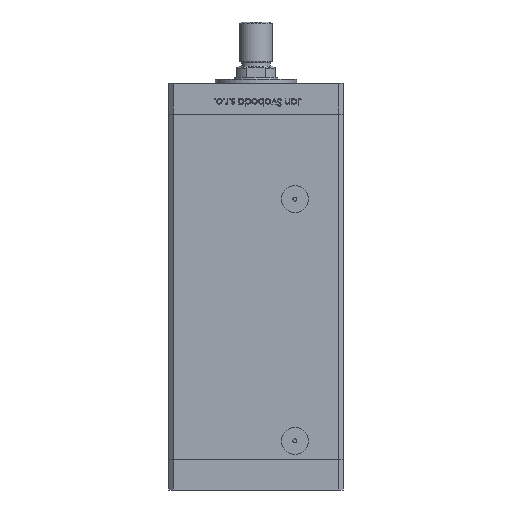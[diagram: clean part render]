
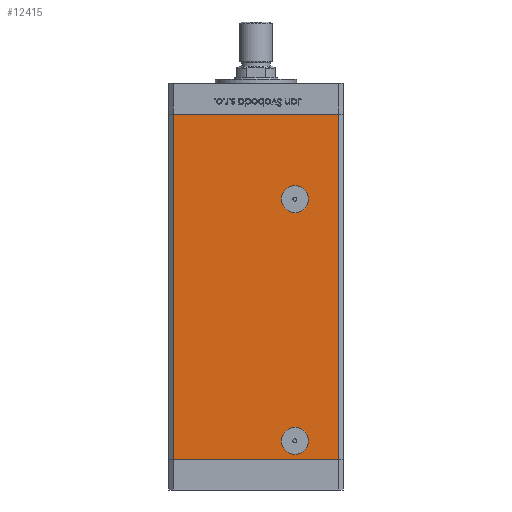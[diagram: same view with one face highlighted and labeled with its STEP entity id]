
A CAD part, front view. The second image highlights one B-rep face of the part: STEP entity #12415.
In plain terms, the highlighted planar face has unit normal (0, -1, 0).
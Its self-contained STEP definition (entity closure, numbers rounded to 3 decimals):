
#1472 = DIRECTION ( 'NONE',  ( 1., 0., 0. ) ) ;
#2124 = EDGE_CURVE ( 'NONE', #40896, #43915, #41759, .T. ) ;
#4143 = EDGE_CURVE ( 'NONE', #40734, #43915, #20880, .T. ) ;
#4252 = DIRECTION ( 'NONE',  ( 0., -1., 0. ) ) ;
#5721 = VECTOR ( 'NONE', #29056, 1000. ) ;
#5785 = DIRECTION ( 'NONE',  ( 0., 0., -1. ) ) ;
#6110 = LINE ( 'NONE', #22277, #11914 ) ;
#6567 = CARTESIAN_POINT ( 'NONE',  ( 19., -37.5, 127. ) ) ;
#6582 = AXIS2_PLACEMENT_3D ( 'NONE', #6567, #42352, #5785 ) ;
#7792 = EDGE_CURVE ( 'NONE', #35535, #40896, #6110, .T. ) ;
#8444 = VECTOR ( 'NONE', #37047, 1000. ) ;
#9617 = ORIENTED_EDGE ( 'NONE', *, *, #36960, .F. ) ;
#11150 = EDGE_CURVE ( 'NONE', #19951, #17121, #13607, .T. ) ;
#11439 = CARTESIAN_POINT ( 'NONE',  ( 19., -37.5, 120.42 ) ) ;
#11901 = PLANE ( 'NONE',  #48297 ) ;
#11914 = VECTOR ( 'NONE', #38442, 1000. ) ;
#12218 = CARTESIAN_POINT ( 'NONE',  ( -40.5, -37.5, 168.5 ) ) ;
#12415 = ADVANCED_FACE ( 'NONE', ( #32060, #48201, #32586 ), #11901, .F. ) ;
#12973 = DIRECTION ( 'NONE',  ( 0., 0., 1. ) ) ;
#13607 = CIRCLE ( 'NONE', #49158, 6.58 ) ;
#14435 = CARTESIAN_POINT ( 'NONE',  ( -40.5, -37.5, 0. ) ) ;
#16639 = CARTESIAN_POINT ( 'NONE',  ( 40.5, -37.5, 168.5 ) ) ;
#16683 = CARTESIAN_POINT ( 'NONE',  ( -40.5, -37.5, 168.5 ) ) ;
#17121 = VERTEX_POINT ( 'NONE', #19203 ) ;
#17209 = CIRCLE ( 'NONE', #22258, 6.58 ) ;
#19203 = CARTESIAN_POINT ( 'NONE',  ( 19., -37.5, 133.58 ) ) ;
#19298 = EDGE_CURVE ( 'NONE', #47449, #28106, #17209, .T. ) ;
#19951 = VERTEX_POINT ( 'NONE', #11439 ) ;
#20880 = LINE ( 'NONE', #16639, #8444 ) ;
#22258 = AXIS2_PLACEMENT_3D ( 'NONE', #23617, #35049, #39781 ) ;
#22277 = CARTESIAN_POINT ( 'NONE',  ( -40.5, -37.5, 168.5 ) ) ;
#23157 = ORIENTED_EDGE ( 'NONE', *, *, #19298, .F. ) ;
#23617 = CARTESIAN_POINT ( 'NONE',  ( 19., -37.5, 9. ) ) ;
#24229 = CIRCLE ( 'NONE', #36922, 6.58 ) ;
#24908 = CARTESIAN_POINT ( 'NONE',  ( 19., -37.5, 15.58 ) ) ;
#25440 = EDGE_LOOP ( 'NONE', ( #9617, #23157 ) ) ;
#25610 = ORIENTED_EDGE ( 'NONE', *, *, #11150, .T. ) ;
#27336 = ORIENTED_EDGE ( 'NONE', *, *, #7792, .T. ) ;
#28106 = VERTEX_POINT ( 'NONE', #41489 ) ;
#28599 = CIRCLE ( 'NONE', #6582, 6.58 ) ;
#28778 = LINE ( 'NONE', #41237, #5721 ) ;
#29056 = DIRECTION ( 'NONE',  ( 1., 0., 0. ) ) ;
#29529 = ORIENTED_EDGE ( 'NONE', *, *, #4143, .F. ) ;
#32060 = FACE_BOUND ( 'NONE', #25440, .T. ) ;
#32586 = FACE_BOUND ( 'NONE', #48755, .T. ) ;
#32852 = DIRECTION ( 'NONE',  ( 0., 1., 0. ) ) ;
#34597 = VECTOR ( 'NONE', #1472, 1000. ) ;
#35049 = DIRECTION ( 'NONE',  ( 0., -1., 0. ) ) ;
#35535 = VERTEX_POINT ( 'NONE', #12218 ) ;
#36603 = DIRECTION ( 'NONE',  ( 0., 0., -1. ) ) ;
#36922 = AXIS2_PLACEMENT_3D ( 'NONE', #44542, #4252, #36603 ) ;
#36960 = EDGE_CURVE ( 'NONE', #28106, #47449, #24229, .T. ) ;
#37046 = EDGE_LOOP ( 'NONE', ( #43925, #29529, #51695, #27336 ) ) ;
#37047 = DIRECTION ( 'NONE',  ( 0., 0., -1. ) ) ;
#38343 = DIRECTION ( 'NONE',  ( 0., 1., 0. ) ) ;
#38442 = DIRECTION ( 'NONE',  ( 0., 0., -1. ) ) ;
#39781 = DIRECTION ( 'NONE',  ( 0., 0., -1. ) ) ;
#40149 = EDGE_CURVE ( 'NONE', #35535, #40734, #28778, .T. ) ;
#40717 = EDGE_CURVE ( 'NONE', #17121, #19951, #28599, .T. ) ;
#40734 = VERTEX_POINT ( 'NONE', #43131 ) ;
#40896 = VERTEX_POINT ( 'NONE', #41520 ) ;
#41237 = CARTESIAN_POINT ( 'NONE',  ( -40.5, -37.5, 168.5 ) ) ;
#41489 = CARTESIAN_POINT ( 'NONE',  ( 19., -37.5, 2.42 ) ) ;
#41520 = CARTESIAN_POINT ( 'NONE',  ( -40.5, -37.5, 0. ) ) ;
#41759 = LINE ( 'NONE', #14435, #34597 ) ;
#42308 = CARTESIAN_POINT ( 'NONE',  ( 19., -37.5, 127. ) ) ;
#42352 = DIRECTION ( 'NONE',  ( 0., 1., 0. ) ) ;
#43131 = CARTESIAN_POINT ( 'NONE',  ( 40.5, -37.5, 168.5 ) ) ;
#43915 = VERTEX_POINT ( 'NONE', #44860 ) ;
#43925 = ORIENTED_EDGE ( 'NONE', *, *, #2124, .T. ) ;
#44542 = CARTESIAN_POINT ( 'NONE',  ( 19., -37.5, 9. ) ) ;
#44860 = CARTESIAN_POINT ( 'NONE',  ( 40.5, -37.5, 0. ) ) ;
#46896 = ORIENTED_EDGE ( 'NONE', *, *, #40717, .T. ) ;
#47449 = VERTEX_POINT ( 'NONE', #24908 ) ;
#48201 = FACE_OUTER_BOUND ( 'NONE', #37046, .T. ) ;
#48297 = AXIS2_PLACEMENT_3D ( 'NONE', #16683, #32852, #12973 ) ;
#48755 = EDGE_LOOP ( 'NONE', ( #25610, #46896 ) ) ;
#49158 = AXIS2_PLACEMENT_3D ( 'NONE', #42308, #38343, #50527 ) ;
#50527 = DIRECTION ( 'NONE',  ( 0., 0., -1. ) ) ;
#51695 = ORIENTED_EDGE ( 'NONE', *, *, #40149, .F. ) ;
